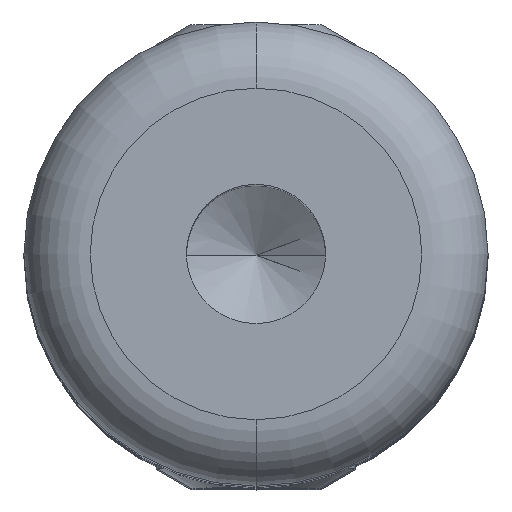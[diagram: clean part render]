
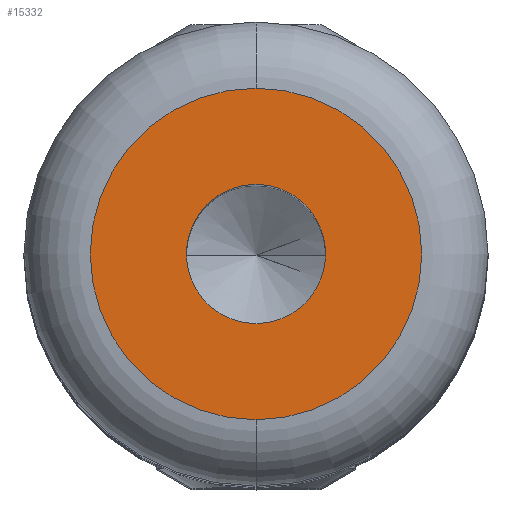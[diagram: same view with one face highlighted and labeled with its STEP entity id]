
A CAD part, top view. The second image highlights one B-rep face of the part: STEP entity #15332.
In plain terms, the highlighted planar face has unit normal (0, 0, 1).
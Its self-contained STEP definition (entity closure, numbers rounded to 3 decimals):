
#48 = EDGE_LOOP ( 'NONE', ( #16668, #1967 ) ) ;
#204 = DIRECTION ( 'NONE',  ( 0., 1., 0. ) ) ;
#293 = EDGE_CURVE ( 'NONE', #14692, #6009, #11182, .T. ) ;
#1652 = CARTESIAN_POINT ( 'NONE',  ( 0., 0., 35. ) ) ;
#1820 = DIRECTION ( 'NONE',  ( 1., 0., 0. ) ) ;
#1967 = ORIENTED_EDGE ( 'NONE', *, *, #293, .F. ) ;
#2096 = AXIS2_PLACEMENT_3D ( 'NONE', #9586, #3022, #204 ) ;
#2369 = DIRECTION ( 'NONE',  ( 0., 0., 1. ) ) ;
#2595 = CARTESIAN_POINT ( 'NONE',  ( -2.1, 0., 35. ) ) ;
#2970 = PLANE ( 'NONE',  #2096 ) ;
#3022 = DIRECTION ( 'NONE',  ( 0., 0., -1. ) ) ;
#3023 = ORIENTED_EDGE ( 'NONE', *, *, #6827, .T. ) ;
#3326 = FACE_BOUND ( 'NONE', #48, .T. ) ;
#3401 = ORIENTED_EDGE ( 'NONE', *, *, #16005, .T. ) ;
#4651 = VERTEX_POINT ( 'NONE', #14790 ) ;
#4724 = DIRECTION ( 'NONE',  ( 0., 0., 1. ) ) ;
#4864 = AXIS2_PLACEMENT_3D ( 'NONE', #5067, #2369, #13028 ) ;
#5067 = CARTESIAN_POINT ( 'NONE',  ( 0., 0., 35. ) ) ;
#5174 = CARTESIAN_POINT ( 'NONE',  ( 2.1, 0., 35. ) ) ;
#5363 = DIRECTION ( 'NONE',  ( 0., 0., 1. ) ) ;
#5412 = CIRCLE ( 'NONE', #10466, 5. ) ;
#5785 = EDGE_CURVE ( 'NONE', #6009, #14692, #14141, .T. ) ;
#5969 = AXIS2_PLACEMENT_3D ( 'NONE', #13641, #12509, #1820 ) ;
#6009 = VERTEX_POINT ( 'NONE', #5174 ) ;
#6827 = EDGE_CURVE ( 'NONE', #11636, #4651, #5412, .T. ) ;
#7415 = DIRECTION ( 'NONE',  ( 1., 0., 0. ) ) ;
#9555 = FACE_OUTER_BOUND ( 'NONE', #10219, .T. ) ;
#9586 = CARTESIAN_POINT ( 'NONE',  ( 0., 7., 35. ) ) ;
#9675 = CARTESIAN_POINT ( 'NONE',  ( 0., -5., 35. ) ) ;
#10219 = EDGE_LOOP ( 'NONE', ( #3401, #3023 ) ) ;
#10466 = AXIS2_PLACEMENT_3D ( 'NONE', #13308, #5363, #14625 ) ;
#10768 = CIRCLE ( 'NONE', #4864, 5. ) ;
#11094 = AXIS2_PLACEMENT_3D ( 'NONE', #1652, #4724, #7415 ) ;
#11182 = CIRCLE ( 'NONE', #5969, 2.1 ) ;
#11636 = VERTEX_POINT ( 'NONE', #9675 ) ;
#12509 = DIRECTION ( 'NONE',  ( 0., 0., 1. ) ) ;
#13028 = DIRECTION ( 'NONE',  ( 0., 1., 0. ) ) ;
#13308 = CARTESIAN_POINT ( 'NONE',  ( 0., 0., 35. ) ) ;
#13641 = CARTESIAN_POINT ( 'NONE',  ( 0., 0., 35. ) ) ;
#14141 = CIRCLE ( 'NONE', #11094, 2.1 ) ;
#14625 = DIRECTION ( 'NONE',  ( 0., 1., 0. ) ) ;
#14692 = VERTEX_POINT ( 'NONE', #2595 ) ;
#14790 = CARTESIAN_POINT ( 'NONE',  ( 0., 5., 35. ) ) ;
#15332 = ADVANCED_FACE ( 'NONE', ( #3326, #9555 ), #2970, .F. ) ;
#16005 = EDGE_CURVE ( 'NONE', #4651, #11636, #10768, .T. ) ;
#16668 = ORIENTED_EDGE ( 'NONE', *, *, #5785, .F. ) ;
